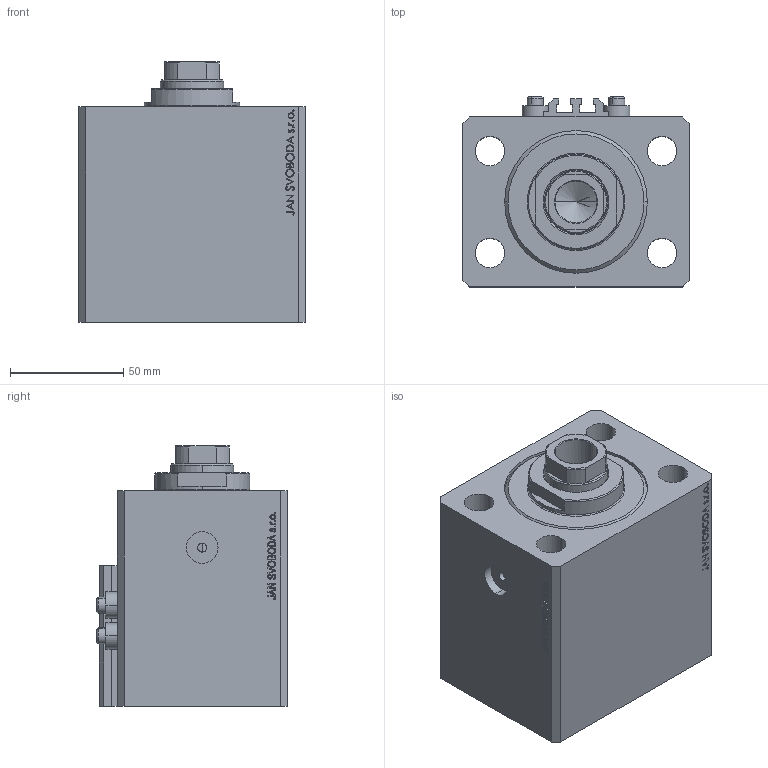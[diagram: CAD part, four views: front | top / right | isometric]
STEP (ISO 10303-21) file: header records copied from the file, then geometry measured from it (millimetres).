
FILE_DESCRIPTION (( 'STEP AP203' ), '1' );
FILE_NAME ('8cf8.STEP', '2022-04-09T18:36:06', ( '' ), ( '' ), 'SwSTEP 2.0', 'SolidWorks 2019', '' );
FILE_SCHEMA (( 'CONFIG_CONTROL_DESIGN' ));
Length unit declared in the file: millimetre
Products named in the file (5): 8cf8; V250CE_C_VCP 39815ece858471c3a07c3c2dd60c178c; V250CE_VC_C 39815ece858471c3a07c3c2dd60c178c; V250CE_C_Body 39815ece858471c3a07c3c2dd60c178c; ALLEN BOLT V250CE 39815ece858471c3a07c3c2dd60c178c
Assembly tree (7 placements, depth 2):
  8cf8
    V250CE_C_Body 39815ece858471c3a07c3c2dd60c178c
    ALLEN BOLT V250CE 39815ece858471c3a07c3c2dd60c178c  x4
    V250CE_C_VCP 39815ece858471c3a07c3c2dd60c178c
    V250CE_VC_C 39815ece858471c3a07c3c2dd60c178c
Bounding box: 100 x 84 x 114.9 mm (x, y, z)
Volume: 647653.2 mm3; surface area: 119087.2 mm2
Topology: 8 solids, 8 shells, 1038 faces, 2613 edges, 1709 vertices
Faces by surface type: plane 504, bspline 374, cylinder 88, cone 58, torus 14
Entity records: 47375 total; most frequent: CARTESIAN_POINT 25893, ORIENTED_EDGE 4916, DIRECTION 3060, EDGE_CURVE 2458, VERTEX_POINT 1625, VECTOR 1492, LINE 1492, EDGE_LOOP 1087
